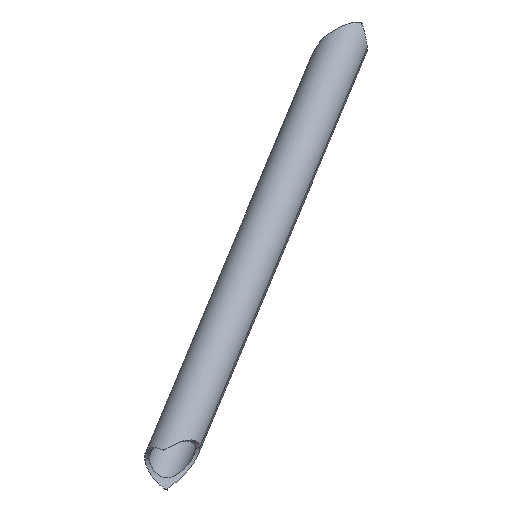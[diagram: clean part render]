
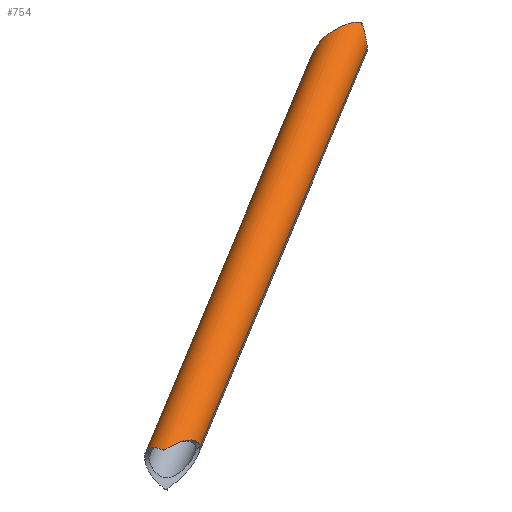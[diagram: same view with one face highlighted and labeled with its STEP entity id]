
A CAD part, isometric view. The second image highlights one B-rep face of the part: STEP entity #754.
In plain terms, the highlighted cylindrical face has radius 10 mm (diameter 20 mm), a partial arc.
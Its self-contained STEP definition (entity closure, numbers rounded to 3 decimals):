
#73=CARTESIAN_POINT('Vertex',(-681.259,142.729,-51.252)) ;
#77=CARTESIAN_POINT('Control Point',(-678.067,141.47,-49.371)) ;
#78=CARTESIAN_POINT('Control Point',(-678.956,141.725,-49.706)) ;
#79=CARTESIAN_POINT('Control Point',(-679.808,142.012,-50.118)) ;
#80=CARTESIAN_POINT('Control Point',(-680.602,142.344,-50.628)) ;
#81=CARTESIAN_POINT('Control Point',(-681.259,142.729,-51.252)) ;
#82=CARTESIAN_POINT('Vertex',(-678.067,141.47,-49.371)) ;
#98=CARTESIAN_POINT('Control Point',(-663.17,138.197,-50.029)) ;
#99=CARTESIAN_POINT('Control Point',(-663.879,138.45,-49.594)) ;
#100=CARTESIAN_POINT('Control Point',(-664.646,138.682,-49.241)) ;
#101=CARTESIAN_POINT('Control Point',(-665.448,138.889,-48.963)) ;
#102=CARTESIAN_POINT('Control Point',(-666.991,139.242,-48.555)) ;
#103=CARTESIAN_POINT('Control Point',(-668.579,139.549,-48.329)) ;
#104=CARTESIAN_POINT('Control Point',(-669.326,139.685,-48.259)) ;
#105=CARTESIAN_POINT('Control Point',(-671.558,140.083,-48.143)) ;
#106=CARTESIAN_POINT('Control Point',(-673.793,140.476,-48.3)) ;
#107=CARTESIAN_POINT('Control Point',(-675.259,140.758,-48.516)) ;
#108=CARTESIAN_POINT('Control Point',(-676.705,141.079,-48.858)) ;
#109=CARTESIAN_POINT('Control Point',(-678.067,141.47,-49.371)) ;
#110=CARTESIAN_POINT('Vertex',(-663.17,138.197,-50.029)) ;
#183=CARTESIAN_POINT('Vertex',(-689.252,141.911,-59.184)) ;
#187=CARTESIAN_POINT('Control Point',(-681.259,142.729,-51.252)) ;
#188=CARTESIAN_POINT('Control Point',(-682.045,142.673,-51.612)) ;
#189=CARTESIAN_POINT('Control Point',(-682.819,142.611,-51.997)) ;
#190=CARTESIAN_POINT('Control Point',(-683.578,142.544,-52.411)) ;
#191=CARTESIAN_POINT('Control Point',(-684.967,142.413,-53.249)) ;
#192=CARTESIAN_POINT('Control Point',(-686.259,142.278,-54.228)) ;
#193=CARTESIAN_POINT('Control Point',(-686.834,142.214,-54.719)) ;
#194=CARTESIAN_POINT('Control Point',(-687.901,142.092,-55.776)) ;
#195=CARTESIAN_POINT('Control Point',(-688.726,141.99,-57.031)) ;
#196=CARTESIAN_POINT('Control Point',(-689.057,141.946,-57.709)) ;
#197=CARTESIAN_POINT('Control Point',(-689.239,141.919,-58.445)) ;
#198=CARTESIAN_POINT('Control Point',(-689.252,141.911,-59.184)) ;
#295=CARTESIAN_POINT('Control Point',(-666.,132.362,-57.)) ;
#296=CARTESIAN_POINT('Control Point',(-666.,132.446,-56.371)) ;
#297=CARTESIAN_POINT('Control Point',(-665.951,132.615,-55.753)) ;
#298=CARTESIAN_POINT('Control Point',(-665.855,132.859,-55.165)) ;
#299=CARTESIAN_POINT('Control Point',(-665.453,133.785,-53.45)) ;
#300=CARTESIAN_POINT('Control Point',(-664.79,135.117,-52.082)) ;
#301=CARTESIAN_POINT('Control Point',(-664.284,136.098,-51.295)) ;
#302=CARTESIAN_POINT('Control Point',(-663.741,137.129,-50.616)) ;
#303=CARTESIAN_POINT('Control Point',(-663.17,138.197,-50.029)) ;
#304=CARTESIAN_POINT('Vertex',(-666.,132.362,-57.)) ;
#348=CARTESIAN_POINT('Vertex',(-665.932,132.323,-58.162)) ;
#351=CARTESIAN_POINT('Line Origine',(-780.026,66.091,-66.942)) ;
#355=CARTESIAN_POINT('Vertex',(-894.177,-0.174,-75.726)) ;
#429=CARTESIAN_POINT('Vertex',(-914.124,11.372,-76.488)) ;
#432=CARTESIAN_POINT('Line Origine',(-790.067,83.388,-66.942)) ;
#476=CARTESIAN_POINT('Vertex',(-894.177,-0.174,-75.714)) ;
#482=CARTESIAN_POINT('Control Point',(-894.177,-0.174,-75.714)) ;
#483=CARTESIAN_POINT('Control Point',(-894.178,-0.174,-75.296)) ;
#484=CARTESIAN_POINT('Control Point',(-894.221,-0.174,-74.878)) ;
#485=CARTESIAN_POINT('Control Point',(-894.31,-0.173,-74.466)) ;
#486=CARTESIAN_POINT('Control Point',(-894.67,-0.173,-73.351)) ;
#487=CARTESIAN_POINT('Control Point',(-895.307,-0.172,-72.354)) ;
#488=CARTESIAN_POINT('Control Point',(-895.803,-0.171,-71.775)) ;
#489=CARTESIAN_POINT('Control Point',(-897.318,-0.17,-70.339)) ;
#490=CARTESIAN_POINT('Control Point',(-899.144,-0.169,-69.293)) ;
#491=CARTESIAN_POINT('Control Point',(-900.357,-0.168,-68.749)) ;
#492=CARTESIAN_POINT('Control Point',(-903.112,-0.165,-67.763)) ;
#493=CARTESIAN_POINT('Control Point',(-905.984,-0.161,-67.185)) ;
#494=CARTESIAN_POINT('Control Point',(-907.562,-0.156,-66.968)) ;
#495=CARTESIAN_POINT('Control Point',(-909.612,-0.155,-66.802)) ;
#496=CARTESIAN_POINT('Control Point',(-911.666,-0.134,-66.775)) ;
#497=CARTESIAN_POINT('Control Point',(-912.13,-0.126,-66.776)) ;
#498=CARTESIAN_POINT('Control Point',(-912.719,-0.117,-66.786)) ;
#499=CARTESIAN_POINT('Control Point',(-913.306,-0.089,-66.807)) ;
#500=CARTESIAN_POINT('Control Point',(-913.43,-0.082,-66.812)) ;
#501=CARTESIAN_POINT('Control Point',(-913.7,-0.063,-66.823)) ;
#502=CARTESIAN_POINT('Control Point',(-913.969,-0.029,-66.838)) ;
#503=CARTESIAN_POINT('Control Point',(-914.127,-0.003,-66.847)) ;
#504=CARTESIAN_POINT('Control Point',(-914.352,0.058,-66.861)) ;
#505=CARTESIAN_POINT('Control Point',(-914.524,0.206,-66.876)) ;
#506=CARTESIAN_POINT('Control Point',(-914.57,0.268,-66.881)) ;
#507=CARTESIAN_POINT('Control Point',(-914.634,0.393,-66.891)) ;
#508=CARTESIAN_POINT('Control Point',(-914.673,0.527,-66.9)) ;
#509=CARTESIAN_POINT('Control Point',(-914.688,0.588,-66.904)) ;
#510=CARTESIAN_POINT('Control Point',(-914.729,0.8,-66.92)) ;
#511=CARTESIAN_POINT('Control Point',(-914.749,1.015,-66.939)) ;
#512=CARTESIAN_POINT('Control Point',(-914.76,1.161,-66.954)) ;
#513=CARTESIAN_POINT('Control Point',(-914.784,1.604,-67.004)) ;
#514=CARTESIAN_POINT('Control Point',(-914.791,2.045,-67.072)) ;
#515=CARTESIAN_POINT('Control Point',(-914.794,2.333,-67.125)) ;
#516=CARTESIAN_POINT('Control Point',(-914.795,3.18,-67.303)) ;
#517=CARTESIAN_POINT('Control Point',(-914.783,4.01,-67.55)) ;
#518=CARTESIAN_POINT('Control Point',(-914.772,4.551,-67.745)) ;
#519=CARTESIAN_POINT('Control Point',(-914.739,5.756,-68.258)) ;
#520=CARTESIAN_POINT('Control Point',(-914.692,6.882,-68.928)) ;
#521=CARTESIAN_POINT('Control Point',(-914.661,7.483,-69.353)) ;
#522=CARTESIAN_POINT('Control Point',(-914.56,9.112,-70.719)) ;
#523=CARTESIAN_POINT('Control Point',(-914.429,10.364,-72.459)) ;
#524=CARTESIAN_POINT('Control Point',(-914.333,10.974,-73.74)) ;
#525=CARTESIAN_POINT('Control Point',(-914.229,11.311,-75.108)) ;
#526=CARTESIAN_POINT('Control Point',(-914.124,11.372,-76.488)) ;
#626=CARTESIAN_POINT('Control Point',(-894.177,-0.174,-75.714)) ;
#627=CARTESIAN_POINT('Control Point',(-894.177,-0.174,-75.718)) ;
#628=CARTESIAN_POINT('Control Point',(-894.177,-0.174,-75.722)) ;
#629=CARTESIAN_POINT('Control Point',(-894.177,-0.174,-75.726)) ;
#676=CARTESIAN_POINT('Control Point',(-665.932,132.323,-58.162)) ;
#677=CARTESIAN_POINT('Control Point',(-665.977,132.297,-57.777)) ;
#678=CARTESIAN_POINT('Control Point',(-666.,132.31,-57.386)) ;
#679=CARTESIAN_POINT('Control Point',(-666.,132.362,-57.)) ;
#738=CARTESIAN_POINT('Axis2P3D Location',(-785.047,74.739,-66.942)) ;
#352=DIRECTION('Vector Direction',(0.863,0.501,0.066)) ;
#433=DIRECTION('Vector Direction',(0.863,0.501,0.066)) ;
#739=DIRECTION('Axis2P3D Direction',(0.863,0.501,0.066)) ;
#740=DIRECTION('Axis2P3D XDirection',(-0.502,0.865,0.)) ;
#741=AXIS2_PLACEMENT_3D('Cylinder Axis2P3D',#738,#739,#740) ;
#744=ORIENTED_EDGE('',*,*,#199,.T.) ;
#745=ORIENTED_EDGE('',*,*,#436,.F.) ;
#746=ORIENTED_EDGE('',*,*,#527,.F.) ;
#747=ORIENTED_EDGE('',*,*,#630,.T.) ;
#748=ORIENTED_EDGE('',*,*,#357,.T.) ;
#749=ORIENTED_EDGE('',*,*,#680,.T.) ;
#750=ORIENTED_EDGE('',*,*,#306,.T.) ;
#751=ORIENTED_EDGE('',*,*,#112,.T.) ;
#752=ORIENTED_EDGE('',*,*,#84,.T.) ;
#353=VECTOR('Line Direction',#352,1.) ;
#434=VECTOR('Line Direction',#433,1.) ;
#754=ADVANCED_FACE('PartBody',(#753),#742,.T.) ;
#76=B_SPLINE_CURVE_WITH_KNOTS('',4,(#77,#78,#79,#80,#81),.UNSPECIFIED.,.F.,.U.,(5,5),(0.,5.568),.UNSPECIFIED.) ;
#97=B_SPLINE_CURVE_WITH_KNOTS('',5,(#98,#99,#100,#101,#102,#103,#104,#105,#106,#107,#108,#109),.UNSPECIFIED.,.F.,.U.,(6,3,3,6),(1.644,7.792,13.176,23.829),.UNSPECIFIED.) ;
#186=B_SPLINE_CURVE_WITH_KNOTS('',5,(#187,#188,#189,#190,#191,#192,#193,#194,#195,#196,#197,#198),.UNSPECIFIED.,.F.,.U.,(6,3,3,6),(25.19,31.317,36.678,41.907),.UNSPECIFIED.) ;
#294=B_SPLINE_CURVE_WITH_KNOTS('',5,(#295,#296,#297,#298,#299,#300,#301,#302,#303),.UNSPECIFIED.,.F.,.U.,(6,3,6),(0.,4.489,14.003),.UNSPECIFIED.) ;
#481=B_SPLINE_CURVE_WITH_KNOTS('',5,(#482,#483,#484,#485,#486,#487,#488,#489,#490,#491,#492,#493,#494,#495,#496,#497,#498,#499,#500,#501,#502,#503,#504,#505,#506,#507,#508,#509,#510,#511,#512,#513,#514,#515,#516,#517,#518,#519,#520,#521,#522,#523,#524,#525,#526),.UNSPECIFIED.,.F.,.U.,(6,3,3,3,3,3,3,3,3,3,3,3,3,3,6),(0.,2.957,8.254,17.665,28.904,32.186,33.066,34.1,34.651,35.089,36.179,38.244,42.298,47.489,57.287),.UNSPECIFIED.) ;
#625=B_SPLINE_CURVE_WITH_KNOTS('',3,(#626,#627,#628,#629),.UNSPECIFIED.,.F.,.U.,(4,4),(0.,0.016),.UNSPECIFIED.) ;
#675=B_SPLINE_CURVE_WITH_KNOTS('',3,(#676,#677,#678,#679),.UNSPECIFIED.,.F.,.U.,(4,4),(0.,1.651),.UNSPECIFIED.) ;
#742=CYLINDRICAL_SURFACE('generated cylinder',#741,10.) ;
#84=EDGE_CURVE('',#83,#74,#76,.T.) ;
#112=EDGE_CURVE('',#111,#83,#97,.T.) ;
#199=EDGE_CURVE('',#74,#184,#186,.T.) ;
#306=EDGE_CURVE('',#305,#111,#294,.T.) ;
#357=EDGE_CURVE('',#356,#349,#354,.T.) ;
#436=EDGE_CURVE('',#430,#184,#435,.T.) ;
#527=EDGE_CURVE('',#477,#430,#481,.T.) ;
#630=EDGE_CURVE('',#477,#356,#625,.T.) ;
#680=EDGE_CURVE('',#349,#305,#675,.T.) ;
#743=EDGE_LOOP('',(#744,#745,#746,#747,#748,#749,#750,#751,#752)) ;
#753=FACE_OUTER_BOUND('',#743,.T.) ;
#354=LINE('Line',#351,#353) ;
#435=LINE('Line',#432,#434) ;
#74=VERTEX_POINT('',#73) ;
#83=VERTEX_POINT('',#82) ;
#111=VERTEX_POINT('',#110) ;
#184=VERTEX_POINT('',#183) ;
#305=VERTEX_POINT('',#304) ;
#349=VERTEX_POINT('',#348) ;
#356=VERTEX_POINT('',#355) ;
#430=VERTEX_POINT('',#429) ;
#477=VERTEX_POINT('',#476) ;
